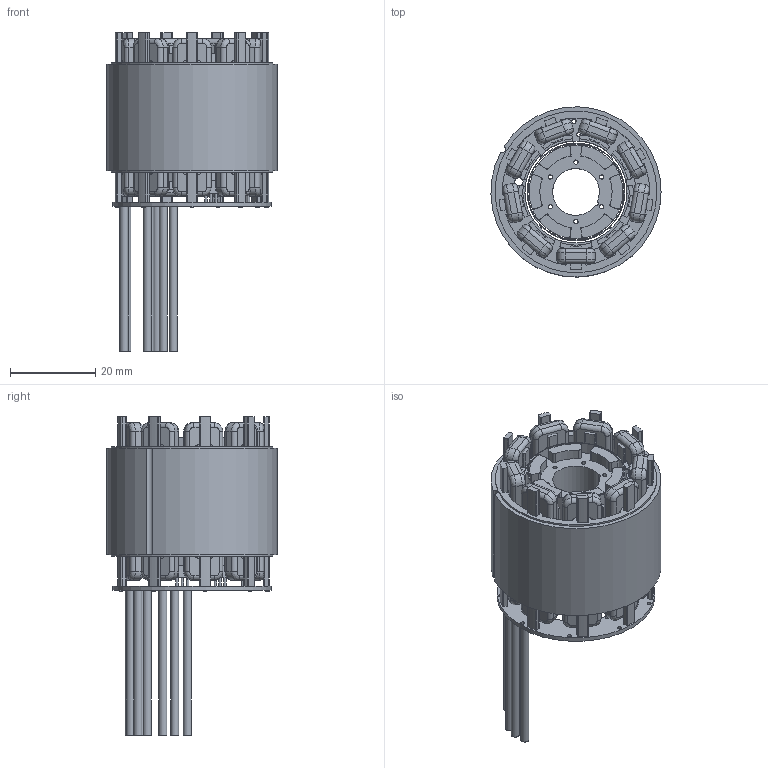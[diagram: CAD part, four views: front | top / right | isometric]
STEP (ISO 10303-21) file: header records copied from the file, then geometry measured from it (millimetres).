
FILE_DESCRIPTION(/* description */ (''),/* implementation_level */ '2;1');
FILE_NAME(/* name */ 'FL040CH025.stp',/* time_stamp */ '2024-05-07T15:53:26-07:00',/* author */ ('Harryle'),/* organization */ (''),/* preprocessor_version */ 'ST-DEVELOPER v19.2',/* originating_system */ 'Autodesk Inventor 2023',/* authorisation */ '');
FILE_SCHEMA (('AUTOMOTIVE_DESIGN { 1 0 10303 214 3 1 1 }'));
Length unit declared in the file: millimetre
Products named in the file (13): 4611130001755; 4613104200323; PRT0002_4; PRT0003_8; GUJIA_7; GUJIA2_4; 000; HALL; 4613107300462; Rotor stack; FL40 Magnet; rotor hub; FL40 Magnet_MIR
Assembly tree (26 placements, depth 3):
  4611130001755
    4613104200323
      PRT0002_4
      PRT0003_8  x9
      GUJIA_7
      GUJIA2_4
      000
    HALL  x3
    4613107300462
      Rotor stack
      FL40 Magnet  x3
      rotor hub
      FL40 Magnet_MIR  x3
Bounding box: 39.99 x 39.99 x 74.8 mm (x, y, z)
Volume: 30768.1 mm3; surface area: 46261 mm2
Topology: 24 solids, 24 shells, 1354 faces, 3588 edges, 2350 vertices
Faces by surface type: cylinder 716, plane 566, bspline 72
Full cylindrical faces by diameter (mm): 0.6 x18, 0.8 x9, 0.9 x18, 1 x10, 1.9 x9, 22.6 x1, 23 x1, 24 x1, 37.2 x1, 38 x2
Entity records: 33681 total; most frequent: DIRECTION 6014, CARTESIAN_POINT 5778, ORIENTED_EDGE 5596, EDGE_CURVE 2798, AXIS2_PLACEMENT_3D 2170, VERTEX_POINT 1860, LINE 1674, VECTOR 1674
